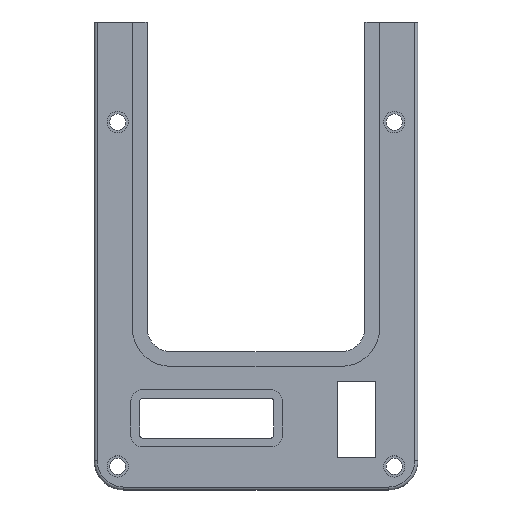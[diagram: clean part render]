
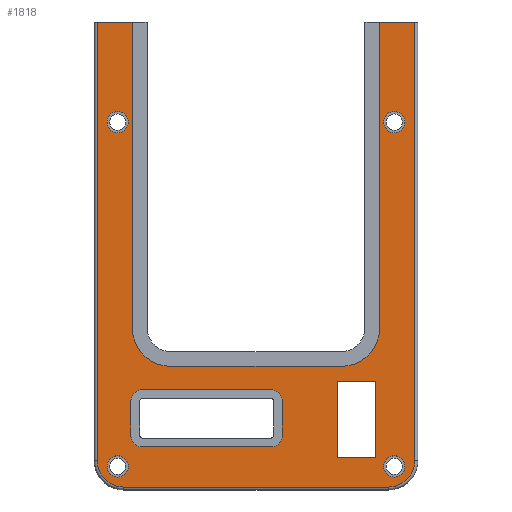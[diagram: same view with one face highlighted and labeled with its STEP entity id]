
A CAD part, top view. The second image highlights one B-rep face of the part: STEP entity #1818.
In plain terms, the highlighted planar face has unit normal (0, 0, 1).
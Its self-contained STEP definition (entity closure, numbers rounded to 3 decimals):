
#28=FACE_BOUND('',#347,.T.);
#29=FACE_BOUND('',#348,.T.);
#30=FACE_BOUND('',#349,.T.);
#31=FACE_BOUND('',#350,.T.);
#32=FACE_BOUND('',#351,.T.);
#33=FACE_BOUND('',#352,.T.);
#87=CIRCLE('',#1880,4.);
#89=CIRCLE('',#1884,4.);
#91=CIRCLE('',#1888,4.);
#93=CIRCLE('',#1892,4.);
#121=CIRCLE('',#1952,3.6);
#123=CIRCLE('',#1956,3.6);
#125=CIRCLE('',#1960,3.6);
#127=CIRCLE('',#1964,3.6);
#129=CIRCLE('',#1975,13.);
#130=CIRCLE('',#1978,13.);
#133=CIRCLE('',#1984,9.);
#137=CIRCLE('',#1990,9.);
#233=FACE_OUTER_BOUND('',#346,.T.);
#346=EDGE_LOOP('',(#1543,#1544,#1545,#1546,#1547,#1548,#1549,#1550,#1551,
#1552,#1553,#1554));
#347=EDGE_LOOP('',(#1555,#1556,#1557,#1558,#1559,#1560,#1561,#1562));
#348=EDGE_LOOP('',(#1563));
#349=EDGE_LOOP('',(#1564));
#350=EDGE_LOOP('',(#1565));
#351=EDGE_LOOP('',(#1566));
#352=EDGE_LOOP('',(#1567,#1568,#1569,#1570));
#404=LINE('',#2645,#585);
#409=LINE('',#2659,#590);
#413=LINE('',#2671,#594);
#417=LINE('',#2683,#598);
#462=LINE('',#2795,#643);
#464=LINE('',#2799,#645);
#467=LINE('',#2804,#648);
#473=LINE('',#2819,#654);
#479=LINE('',#2834,#660);
#508=LINE('',#2941,#689);
#512=LINE('',#2951,#693);
#515=LINE('',#2959,#696);
#518=LINE('',#2966,#699);
#519=LINE('',#2970,#700);
#520=LINE('',#2981,#701);
#522=LINE('',#2989,#703);
#585=VECTOR('',#2108,10.);
#590=VECTOR('',#2121,10.);
#594=VECTOR('',#2133,10.);
#598=VECTOR('',#2145,10.);
#643=VECTOR('',#2248,10.);
#645=VECTOR('',#2252,10.);
#648=VECTOR('',#2257,10.);
#654=VECTOR('',#2267,10.);
#660=VECTOR('',#2277,10.);
#689=VECTOR('',#2392,10.);
#693=VECTOR('',#2406,10.);
#696=VECTOR('',#2415,10.);
#699=VECTOR('',#2424,10.);
#700=VECTOR('',#2429,10.);
#701=VECTOR('',#2442,10.);
#703=VECTOR('',#2454,10.);
#762=VERTEX_POINT('',#2643);
#763=VERTEX_POINT('',#2644);
#766=VERTEX_POINT('',#2652);
#768=VERTEX_POINT('',#2658);
#770=VERTEX_POINT('',#2664);
#772=VERTEX_POINT('',#2670);
#774=VERTEX_POINT('',#2676);
#776=VERTEX_POINT('',#2682);
#813=VERTEX_POINT('',#2792);
#814=VERTEX_POINT('',#2794);
#815=VERTEX_POINT('',#2798);
#816=VERTEX_POINT('',#2802);
#818=VERTEX_POINT('',#2807);
#823=VERTEX_POINT('',#2817);
#825=VERTEX_POINT('',#2822);
#830=VERTEX_POINT('',#2832);
#857=VERTEX_POINT('',#2909);
#859=VERTEX_POINT('',#2916);
#861=VERTEX_POINT('',#2923);
#863=VERTEX_POINT('',#2930);
#866=VERTEX_POINT('',#2950);
#867=VERTEX_POINT('',#2954);
#868=VERTEX_POINT('',#2958);
#869=VERTEX_POINT('',#2962);
#870=VERTEX_POINT('',#2968);
#872=VERTEX_POINT('',#2973);
#874=VERTEX_POINT('',#2979);
#875=VERTEX_POINT('',#2984);
#944=EDGE_CURVE('',#762,#763,#404,.T.);
#948=EDGE_CURVE('',#766,#762,#87,.T.);
#951=EDGE_CURVE('',#768,#766,#409,.T.);
#954=EDGE_CURVE('',#770,#768,#89,.T.);
#957=EDGE_CURVE('',#772,#770,#413,.T.);
#960=EDGE_CURVE('',#774,#772,#91,.T.);
#963=EDGE_CURVE('',#776,#774,#417,.T.);
#966=EDGE_CURVE('',#763,#776,#93,.T.);
#1018=EDGE_CURVE('',#814,#813,#462,.T.);
#1020=EDGE_CURVE('',#815,#814,#464,.T.);
#1023=EDGE_CURVE('',#813,#816,#467,.T.);
#1030=EDGE_CURVE('',#818,#823,#473,.T.);
#1037=EDGE_CURVE('',#825,#830,#479,.T.);
#1076=EDGE_CURVE('',#857,#857,#121,.T.);
#1079=EDGE_CURVE('',#859,#859,#123,.T.);
#1082=EDGE_CURVE('',#861,#861,#125,.T.);
#1085=EDGE_CURVE('',#863,#863,#127,.T.);
#1090=EDGE_CURVE('',#816,#815,#508,.T.);
#1094=EDGE_CURVE('',#866,#818,#512,.T.);
#1096=EDGE_CURVE('',#867,#866,#129,.T.);
#1098=EDGE_CURVE('',#868,#867,#515,.T.);
#1100=EDGE_CURVE('',#869,#868,#130,.T.);
#1102=EDGE_CURVE('',#830,#869,#518,.T.);
#1104=EDGE_CURVE('',#870,#823,#519,.T.);
#1106=EDGE_CURVE('',#872,#870,#133,.T.);
#1109=EDGE_CURVE('',#874,#872,#520,.T.);
#1112=EDGE_CURVE('',#875,#874,#137,.T.);
#1114=EDGE_CURVE('',#825,#875,#522,.T.);
#1543=ORIENTED_EDGE('',*,*,#1030,.T.);
#1544=ORIENTED_EDGE('',*,*,#1104,.F.);
#1545=ORIENTED_EDGE('',*,*,#1106,.F.);
#1546=ORIENTED_EDGE('',*,*,#1109,.F.);
#1547=ORIENTED_EDGE('',*,*,#1112,.F.);
#1548=ORIENTED_EDGE('',*,*,#1114,.F.);
#1549=ORIENTED_EDGE('',*,*,#1037,.T.);
#1550=ORIENTED_EDGE('',*,*,#1102,.T.);
#1551=ORIENTED_EDGE('',*,*,#1100,.T.);
#1552=ORIENTED_EDGE('',*,*,#1098,.T.);
#1553=ORIENTED_EDGE('',*,*,#1096,.T.);
#1554=ORIENTED_EDGE('',*,*,#1094,.T.);
#1555=ORIENTED_EDGE('',*,*,#944,.T.);
#1556=ORIENTED_EDGE('',*,*,#966,.T.);
#1557=ORIENTED_EDGE('',*,*,#963,.T.);
#1558=ORIENTED_EDGE('',*,*,#960,.T.);
#1559=ORIENTED_EDGE('',*,*,#957,.T.);
#1560=ORIENTED_EDGE('',*,*,#954,.T.);
#1561=ORIENTED_EDGE('',*,*,#951,.T.);
#1562=ORIENTED_EDGE('',*,*,#948,.T.);
#1563=ORIENTED_EDGE('',*,*,#1076,.T.);
#1564=ORIENTED_EDGE('',*,*,#1079,.T.);
#1565=ORIENTED_EDGE('',*,*,#1082,.T.);
#1566=ORIENTED_EDGE('',*,*,#1085,.T.);
#1567=ORIENTED_EDGE('',*,*,#1023,.T.);
#1568=ORIENTED_EDGE('',*,*,#1090,.T.);
#1569=ORIENTED_EDGE('',*,*,#1020,.T.);
#1570=ORIENTED_EDGE('',*,*,#1018,.T.);
#1727=PLANE('',#1994);
#1818=ADVANCED_FACE('',(#233,#28,#29,#30,#31,#32,#33),#1727,.T.);
#1880=AXIS2_PLACEMENT_3D('',#2653,#2114,#2115);
#1884=AXIS2_PLACEMENT_3D('',#2665,#2126,#2127);
#1888=AXIS2_PLACEMENT_3D('',#2677,#2138,#2139);
#1892=AXIS2_PLACEMENT_3D('',#2688,#2150,#2151);
#1952=AXIS2_PLACEMENT_3D('',#2910,#2352,#2353);
#1956=AXIS2_PLACEMENT_3D('',#2917,#2361,#2362);
#1960=AXIS2_PLACEMENT_3D('',#2924,#2370,#2371);
#1964=AXIS2_PLACEMENT_3D('',#2931,#2379,#2380);
#1975=AXIS2_PLACEMENT_3D('',#2955,#2410,#2411);
#1978=AXIS2_PLACEMENT_3D('',#2963,#2419,#2420);
#1984=AXIS2_PLACEMENT_3D('',#2975,#2434,#2435);
#1990=AXIS2_PLACEMENT_3D('',#2986,#2448,#2449);
#1994=AXIS2_PLACEMENT_3D('',#2992,#2458,#2459);
#2108=DIRECTION('',(0.,1.,0.));
#2114=DIRECTION('center_axis',(0.,0.,-1.));
#2115=DIRECTION('ref_axis',(-1.,0.,0.));
#2121=DIRECTION('',(-1.,0.,0.));
#2126=DIRECTION('center_axis',(0.,0.,-1.));
#2127=DIRECTION('ref_axis',(0.,-1.,0.));
#2133=DIRECTION('',(0.,-1.,0.));
#2138=DIRECTION('center_axis',(0.,0.,-1.));
#2139=DIRECTION('ref_axis',(1.,0.,0.));
#2145=DIRECTION('',(1.,0.,0.));
#2150=DIRECTION('center_axis',(0.,0.,-1.));
#2151=DIRECTION('ref_axis',(0.,1.,0.));
#2248=DIRECTION('',(0.,-1.,0.));
#2252=DIRECTION('',(1.,0.,0.));
#2257=DIRECTION('',(-1.,0.,0.));
#2267=DIRECTION('',(-1.,0.,0.));
#2277=DIRECTION('',(-1.,0.,0.));
#2352=DIRECTION('center_axis',(0.,0.,-1.));
#2353=DIRECTION('ref_axis',(1.,0.,0.));
#2361=DIRECTION('center_axis',(0.,0.,-1.));
#2362=DIRECTION('ref_axis',(1.,0.,0.));
#2370=DIRECTION('center_axis',(0.,0.,-1.));
#2371=DIRECTION('ref_axis',(1.,0.,0.));
#2379=DIRECTION('center_axis',(0.,0.,-1.));
#2380=DIRECTION('ref_axis',(1.,0.,0.));
#2392=DIRECTION('',(0.,1.,0.));
#2406=DIRECTION('',(0.,1.,0.));
#2410=DIRECTION('center_axis',(0.,0.,-1.));
#2411=DIRECTION('ref_axis',(-1.,0.,0.));
#2415=DIRECTION('',(-1.,0.,0.));
#2419=DIRECTION('center_axis',(0.,0.,-1.));
#2420=DIRECTION('ref_axis',(0.,-1.,0.));
#2424=DIRECTION('',(0.,-1.,0.));
#2429=DIRECTION('',(0.,1.,0.));
#2434=DIRECTION('center_axis',(0.,0.,-1.));
#2435=DIRECTION('ref_axis',(-0.707,-0.707,0.));
#2442=DIRECTION('',(-1.,0.,0.));
#2448=DIRECTION('center_axis',(0.,0.,-1.));
#2449=DIRECTION('ref_axis',(0.707,-0.707,0.));
#2454=DIRECTION('',(0.,-1.,0.));
#2458=DIRECTION('center_axis',(0.,0.,1.));
#2459=DIRECTION('ref_axis',(1.,0.,0.));
#2643=CARTESIAN_POINT('',(-3.5,-26.394,20.));
#2644=CARTESIAN_POINT('',(-3.5,-14.894,20.));
#2645=CARTESIAN_POINT('',(-3.5,19.553,20.));
#2652=CARTESIAN_POINT('',(0.5,-30.394,20.));
#2653=CARTESIAN_POINT('Origin',(0.5,-26.394,20.));
#2658=CARTESIAN_POINT('',(44.,-30.394,20.));
#2659=CARTESIAN_POINT('',(41.5,-30.394,20.));
#2664=CARTESIAN_POINT('',(48.,-26.394,20.));
#2665=CARTESIAN_POINT('Origin',(44.,-26.394,20.));
#2670=CARTESIAN_POINT('',(48.,-14.894,20.));
#2671=CARTESIAN_POINT('',(48.,25.303,20.));
#2676=CARTESIAN_POINT('',(44.,-10.894,20.));
#2677=CARTESIAN_POINT('Origin',(44.,-14.894,20.));
#2682=CARTESIAN_POINT('',(0.5,-10.894,20.));
#2683=CARTESIAN_POINT('',(19.75,-10.894,20.));
#2688=CARTESIAN_POINT('Origin',(0.5,-14.894,20.));
#2792=CARTESIAN_POINT('',(79.535,-34.,20.));
#2794=CARTESIAN_POINT('',(79.535,-8.,20.));
#2795=CARTESIAN_POINT('',(79.535,15.75,20.));
#2798=CARTESIAN_POINT('',(66.535,-8.,20.));
#2799=CARTESIAN_POINT('',(59.268,-8.,20.));
#2802=CARTESIAN_POINT('',(66.535,-34.,20.));
#2804=CARTESIAN_POINT('',(52.768,-34.,20.));
#2807=CARTESIAN_POINT('',(-3.,114.,20.));
#2817=CARTESIAN_POINT('',(-15.,114.,20.));
#2819=CARTESIAN_POINT('',(39.,114.,20.));
#2822=CARTESIAN_POINT('',(93.,114.,20.));
#2832=CARTESIAN_POINT('',(81.,114.,20.));
#2834=CARTESIAN_POINT('',(39.,114.,20.));
#2909=CARTESIAN_POINT('',(-11.614,80.,20.));
#2910=CARTESIAN_POINT('Origin',(-8.014,80.,20.));
#2916=CARTESIAN_POINT('',(82.386,-37.,20.));
#2917=CARTESIAN_POINT('Origin',(85.986,-37.,20.));
#2923=CARTESIAN_POINT('',(82.386,80.,20.));
#2924=CARTESIAN_POINT('Origin',(85.986,80.,20.));
#2930=CARTESIAN_POINT('',(-11.614,-37.,20.));
#2931=CARTESIAN_POINT('Origin',(-8.014,-37.,20.));
#2941=CARTESIAN_POINT('',(66.535,28.75,20.));
#2950=CARTESIAN_POINT('',(-3.,10.,20.));
#2951=CARTESIAN_POINT('',(-3.,37.75,20.));
#2954=CARTESIAN_POINT('',(10.,-3.,20.));
#2955=CARTESIAN_POINT('Origin',(10.,10.,20.));
#2958=CARTESIAN_POINT('',(68.,-3.,20.));
#2959=CARTESIAN_POINT('',(53.5,-3.,20.));
#2962=CARTESIAN_POINT('',(81.,10.,20.));
#2963=CARTESIAN_POINT('Origin',(68.,10.,20.));
#2966=CARTESIAN_POINT('',(81.,107.75,20.));
#2968=CARTESIAN_POINT('',(-15.,-35.,20.));
#2970=CARTESIAN_POINT('',(-15.,107.75,20.));
#2973=CARTESIAN_POINT('',(-6.,-44.,20.));
#2975=CARTESIAN_POINT('Origin',(-6.,-35.,20.));
#2979=CARTESIAN_POINT('',(84.,-44.,20.));
#2981=CARTESIAN_POINT('',(16.5,-44.,20.));
#2984=CARTESIAN_POINT('',(93.,-35.,20.));
#2986=CARTESIAN_POINT('Origin',(84.,-35.,20.));
#2989=CARTESIAN_POINT('',(93.,15.25,20.));
#2992=CARTESIAN_POINT('Origin',(39.,65.5,20.));
